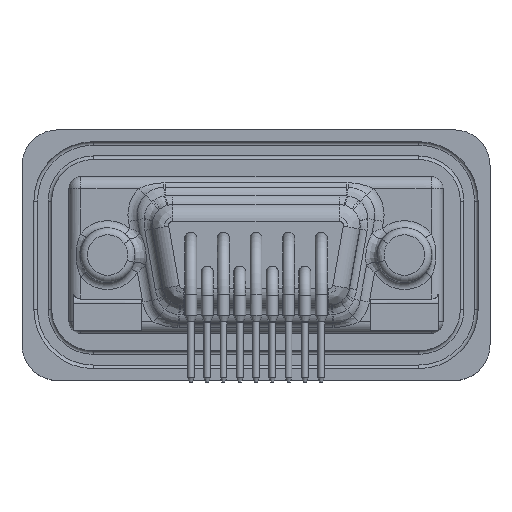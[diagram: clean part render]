
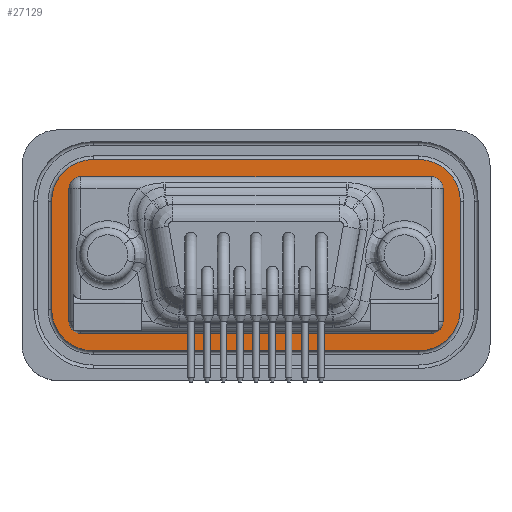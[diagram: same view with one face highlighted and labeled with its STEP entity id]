
A CAD part, top view. The second image highlights one B-rep face of the part: STEP entity #27129.
In plain terms, the highlighted planar face has unit normal (0, 0, 1).
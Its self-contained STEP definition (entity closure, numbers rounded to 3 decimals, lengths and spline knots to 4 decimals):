
#1106=LINE('',#38820,#3084);
#1107=LINE('',#38823,#3085);
#1118=LINE('',#39185,#3096);
#1119=LINE('',#39187,#3097);
#1123=LINE('',#39194,#3101);
#1234=LINE('',#41593,#3212);
#1235=LINE('',#41595,#3213);
#1238=LINE('',#41599,#3216);
#1240=LINE('',#41606,#3218);
#1241=LINE('',#41607,#3219);
#1245=LINE('',#41619,#3223);
#1293=LINE('',#41931,#3271);
#2067=LINE('',#53063,#4045);
#2068=LINE('',#53067,#4046);
#2069=LINE('',#53071,#4047);
#2070=LINE('',#53075,#4048);
#3084=VECTOR('',#31381,0.1);
#3085=VECTOR('',#31384,0.1);
#3096=VECTOR('',#31461,2.75);
#3097=VECTOR('',#31462,0.1);
#3101=VECTOR('',#31466,0.1);
#3212=VECTOR('',#31995,0.92);
#3213=VECTOR('',#31996,0.1);
#3216=VECTOR('',#31999,0.1);
#3218=VECTOR('',#32007,2.75);
#3219=VECTOR('',#32008,0.1);
#3223=VECTOR('',#32024,0.1);
#3271=VECTOR('',#32238,0.92);
#4045=VECTOR('',#34640,0.91);
#4046=VECTOR('',#34643,2.74);
#4047=VECTOR('',#34646,0.91);
#4048=VECTOR('',#34649,2.74);
#5338=PLANE('',#29330);
#6337=FACE_BOUND('',#9304,.T.);
#7511=FACE_OUTER_BOUND('',#9303,.T.);
#9303=EDGE_LOOP('',(#21857,#21858,#21859,#21860,#21861,#21862,#21863,#21864));
#9304=EDGE_LOOP('',(#21865,#21866,#21867,#21868,#21869,#21870,#21871,#21872,
#21873,#21874,#21875,#21876,#21877,#21878,#21879,#21880));
#10235=CIRCLE('',#28182,0.1);
#10396=CIRCLE('',#28426,0.1);
#10397=CIRCLE('',#28430,0.1);
#10398=CIRCLE('',#28432,0.1);
#10748=CIRCLE('',#29331,0.35);
#10749=CIRCLE('',#29332,0.35);
#10750=CIRCLE('',#29333,0.35);
#10751=CIRCLE('',#29334,0.35);
#11451=VERTEX_POINT('',#38805);
#11454=VERTEX_POINT('',#38811);
#11456=VERTEX_POINT('',#38819);
#11457=VERTEX_POINT('',#38821);
#11502=VERTEX_POINT('',#39183);
#11503=VERTEX_POINT('',#39184);
#11504=VERTEX_POINT('',#39186);
#11507=VERTEX_POINT('',#39192);
#11737=VERTEX_POINT('',#41591);
#11738=VERTEX_POINT('',#41592);
#11739=VERTEX_POINT('',#41594);
#11740=VERTEX_POINT('',#41597);
#11741=VERTEX_POINT('',#41601);
#11742=VERTEX_POINT('',#41605);
#11743=VERTEX_POINT('',#41614);
#11744=VERTEX_POINT('',#41618);
#12678=VERTEX_POINT('',#53061);
#12679=VERTEX_POINT('',#53062);
#12680=VERTEX_POINT('',#53064);
#12681=VERTEX_POINT('',#53066);
#12682=VERTEX_POINT('',#53068);
#12683=VERTEX_POINT('',#53070);
#12684=VERTEX_POINT('',#53072);
#12685=VERTEX_POINT('',#53074);
#14000=EDGE_CURVE('',#11454,#11456,#1106,.T.);
#14001=EDGE_CURVE('',#11456,#11457,#10235,.T.);
#14002=EDGE_CURVE('',#11457,#11451,#1107,.T.);
#14054=EDGE_CURVE('',#11502,#11503,#1118,.T.);
#14055=EDGE_CURVE('',#11504,#11502,#1119,.T.);
#14059=EDGE_CURVE('',#11503,#11507,#1123,.T.);
#14414=EDGE_CURVE('',#11737,#11738,#1234,.T.);
#14415=EDGE_CURVE('',#11739,#11737,#1235,.T.);
#14418=EDGE_CURVE('',#11738,#11740,#1238,.T.);
#14420=EDGE_CURVE('',#11740,#11741,#10396,.T.);
#14421=EDGE_CURVE('',#11742,#11454,#1240,.T.);
#14422=EDGE_CURVE('',#11741,#11742,#1241,.T.);
#14425=EDGE_CURVE('',#11507,#11739,#10397,.T.);
#14426=EDGE_CURVE('',#11743,#11504,#10398,.T.);
#14428=EDGE_CURVE('',#11744,#11743,#1245,.T.);
#14520=EDGE_CURVE('',#11451,#11744,#1293,.T.);
#15910=EDGE_CURVE('',#12678,#12679,#2067,.T.);
#15911=EDGE_CURVE('',#12679,#12680,#10748,.T.);
#15912=EDGE_CURVE('',#12680,#12681,#2068,.T.);
#15913=EDGE_CURVE('',#12681,#12682,#10749,.T.);
#15914=EDGE_CURVE('',#12682,#12683,#2069,.T.);
#15915=EDGE_CURVE('',#12683,#12684,#10750,.T.);
#15916=EDGE_CURVE('',#12684,#12685,#2070,.T.);
#15917=EDGE_CURVE('',#12685,#12678,#10751,.T.);
#21857=ORIENTED_EDGE('',*,*,#15910,.T.);
#21858=ORIENTED_EDGE('',*,*,#15911,.T.);
#21859=ORIENTED_EDGE('',*,*,#15912,.T.);
#21860=ORIENTED_EDGE('',*,*,#15913,.T.);
#21861=ORIENTED_EDGE('',*,*,#15914,.T.);
#21862=ORIENTED_EDGE('',*,*,#15915,.T.);
#21863=ORIENTED_EDGE('',*,*,#15916,.T.);
#21864=ORIENTED_EDGE('',*,*,#15917,.T.);
#21865=ORIENTED_EDGE('',*,*,#14002,.T.);
#21866=ORIENTED_EDGE('',*,*,#14520,.T.);
#21867=ORIENTED_EDGE('',*,*,#14428,.T.);
#21868=ORIENTED_EDGE('',*,*,#14426,.T.);
#21869=ORIENTED_EDGE('',*,*,#14055,.T.);
#21870=ORIENTED_EDGE('',*,*,#14054,.T.);
#21871=ORIENTED_EDGE('',*,*,#14059,.T.);
#21872=ORIENTED_EDGE('',*,*,#14425,.T.);
#21873=ORIENTED_EDGE('',*,*,#14415,.T.);
#21874=ORIENTED_EDGE('',*,*,#14414,.T.);
#21875=ORIENTED_EDGE('',*,*,#14418,.T.);
#21876=ORIENTED_EDGE('',*,*,#14420,.T.);
#21877=ORIENTED_EDGE('',*,*,#14422,.T.);
#21878=ORIENTED_EDGE('',*,*,#14421,.T.);
#21879=ORIENTED_EDGE('',*,*,#14000,.T.);
#21880=ORIENTED_EDGE('',*,*,#14001,.T.);
#27129=ADVANCED_FACE('',(#7511,#6337),#5338,.F.);
#28182=AXIS2_PLACEMENT_3D('',#38822,#31382,#31383);
#28426=AXIS2_PLACEMENT_3D('',#41603,#32003,#32004);
#28430=AXIS2_PLACEMENT_3D('',#41612,#32015,#32016);
#28432=AXIS2_PLACEMENT_3D('',#41615,#32019,#32020);
#29330=AXIS2_PLACEMENT_3D('',#53060,#34638,#34639);
#29331=AXIS2_PLACEMENT_3D('',#53065,#34641,#34642);
#29332=AXIS2_PLACEMENT_3D('',#53069,#34644,#34645);
#29333=AXIS2_PLACEMENT_3D('',#53073,#34647,#34648);
#29334=AXIS2_PLACEMENT_3D('',#53076,#34650,#34651);
#31381=DIRECTION('',(-1.,0.,0.));
#31382=DIRECTION('center_axis',(0.,0.,
-1.));
#31383=DIRECTION('ref_axis',(-1.,0.,0.));
#31384=DIRECTION('',(0.,1.,0.));
#31461=DIRECTION('',(1.,0.,0.));
#31462=DIRECTION('',(1.,0.,0.));
#31466=DIRECTION('',(1.,0.,0.));
#31995=DIRECTION('',(0.,-1.,0.));
#31996=DIRECTION('',(0.,-1.,0.));
#31999=DIRECTION('',(0.,-1.,0.));
#32003=DIRECTION('center_axis',(0.,0.,
-1.));
#32004=DIRECTION('ref_axis',(0.,-1.,0.));
#32007=DIRECTION('',(-1.,0.,0.));
#32008=DIRECTION('',(-1.,0.,0.));
#32015=DIRECTION('center_axis',(0.,0.,
-1.));
#32016=DIRECTION('ref_axis',(1.,0.,0.));
#32019=DIRECTION('center_axis',(0.,0.,
-1.));
#32020=DIRECTION('ref_axis',(0.,1.,0.));
#32024=DIRECTION('',(0.,1.,0.));
#32238=DIRECTION('',(0.,1.,0.));
#34638=DIRECTION('center_axis',(0.,0.,
-1.));
#34639=DIRECTION('ref_axis',(-1.,0.,0.));
#34640=DIRECTION('',(0.,-1.,0.));
#34641=DIRECTION('center_axis',(0.,0.,
1.));
#34642=DIRECTION('ref_axis',(-1.,0.,0.));
#34643=DIRECTION('',(1.,0.,0.));
#34644=DIRECTION('center_axis',(0.,0.,
1.));
#34645=DIRECTION('ref_axis',(0.,-1.,0.));
#34646=DIRECTION('',(0.,1.,0.));
#34647=DIRECTION('center_axis',(0.,0.,
1.));
#34648=DIRECTION('ref_axis',(1.,0.,0.));
#34649=DIRECTION('',(-1.,0.,0.));
#34650=DIRECTION('center_axis',(0.,0.,
1.));
#34651=DIRECTION('ref_axis',(0.,1.,0.));
#38805=CARTESIAN_POINT('',(-1.575,-0.46,0.04));
#38811=CARTESIAN_POINT('',(-1.375,-0.66,0.04));
#38819=CARTESIAN_POINT('',(-1.475,-0.66,0.04));
#38820=CARTESIAN_POINT('',(-0.7375,-0.66,0.04));
#38821=CARTESIAN_POINT('',(-1.575,-0.56,0.04));
#38822=CARTESIAN_POINT('Origin',(-1.475,-0.56,0.04));
#38823=CARTESIAN_POINT('',(-1.575,0.28,0.04));
#39183=CARTESIAN_POINT('',(-1.375,0.66,0.04));
#39184=CARTESIAN_POINT('',(1.375,0.66,0.04));
#39185=CARTESIAN_POINT('',(0.7375,0.66,0.04));
#39186=CARTESIAN_POINT('',(-1.475,0.66,0.04));
#39187=CARTESIAN_POINT('',(0.7375,0.66,0.04));
#39192=CARTESIAN_POINT('',(1.475,0.66,0.04));
#39194=CARTESIAN_POINT('',(0.7375,0.66,0.04));
#41591=CARTESIAN_POINT('',(1.575,0.46,0.04));
#41592=CARTESIAN_POINT('',(1.575,-0.46,0.04));
#41593=CARTESIAN_POINT('',(1.575,-0.28,0.04));
#41594=CARTESIAN_POINT('',(1.575,0.56,0.04));
#41595=CARTESIAN_POINT('',(1.575,-0.28,0.04));
#41597=CARTESIAN_POINT('',(1.575,-0.56,0.04));
#41599=CARTESIAN_POINT('',(1.575,-0.28,0.04));
#41601=CARTESIAN_POINT('',(1.475,-0.66,0.04));
#41603=CARTESIAN_POINT('Origin',(1.475,-0.56,0.04));
#41605=CARTESIAN_POINT('',(1.375,-0.66,0.04));
#41606=CARTESIAN_POINT('',(-0.7375,-0.66,0.04));
#41607=CARTESIAN_POINT('',(-0.7375,-0.66,0.04));
#41612=CARTESIAN_POINT('Origin',(1.475,0.56,0.04));
#41614=CARTESIAN_POINT('',(-1.575,0.56,0.04));
#41615=CARTESIAN_POINT('Origin',(-1.475,0.56,0.04));
#41618=CARTESIAN_POINT('',(-1.575,0.46,0.04));
#41619=CARTESIAN_POINT('',(-1.575,0.28,0.04));
#41931=CARTESIAN_POINT('',(-1.575,0.28,0.04));
#53060=CARTESIAN_POINT('Origin',(0.,0.,
0.04));
#53061=CARTESIAN_POINT('',(-1.72,0.455,0.04));
#53062=CARTESIAN_POINT('',(-1.72,-0.455,0.04));
#53063=CARTESIAN_POINT('',(-1.72,0.2275,0.04));
#53064=CARTESIAN_POINT('',(-1.37,-0.805,0.04));
#53065=CARTESIAN_POINT('Origin',(-1.37,-0.455,0.04));
#53066=CARTESIAN_POINT('',(1.37,-0.805,0.04));
#53067=CARTESIAN_POINT('',(-0.685,-0.805,0.04));
#53068=CARTESIAN_POINT('',(1.72,-0.455,0.04));
#53069=CARTESIAN_POINT('Origin',(1.37,-0.455,0.04));
#53070=CARTESIAN_POINT('',(1.72,0.455,0.04));
#53071=CARTESIAN_POINT('',(1.72,-0.2275,0.04));
#53072=CARTESIAN_POINT('',(1.37,0.805,0.04));
#53073=CARTESIAN_POINT('Origin',(1.37,0.455,0.04));
#53074=CARTESIAN_POINT('',(-1.37,0.805,0.04));
#53075=CARTESIAN_POINT('',(0.685,0.805,0.04));
#53076=CARTESIAN_POINT('Origin',(-1.37,0.455,0.04));
